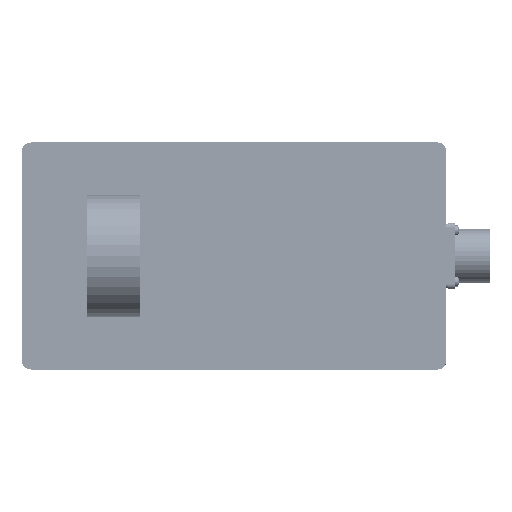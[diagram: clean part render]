
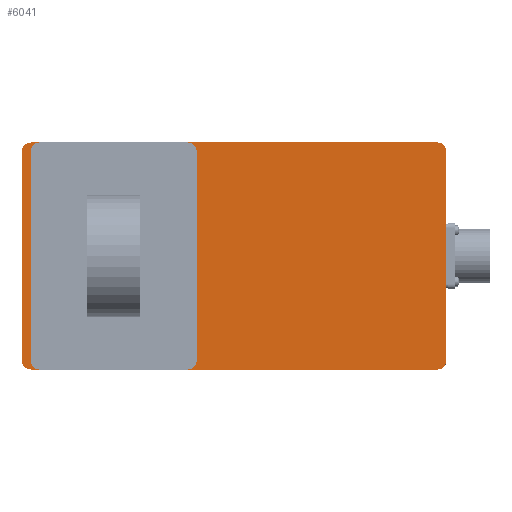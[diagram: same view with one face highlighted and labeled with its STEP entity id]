
A CAD part, front view. The second image highlights one B-rep face of the part: STEP entity #6041.
In plain terms, the highlighted face is planar.
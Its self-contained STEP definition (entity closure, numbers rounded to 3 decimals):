
#606 = CARTESIAN_POINT ( 'NONE',  ( -65.001, 185.5, -151. ) ) ;
#2384 = EDGE_CURVE ( 'NONE', #29147, #14532, #84559, .T. ) ;
#6041 = ADVANCED_FACE ( 'NONE', ( #113278 ), #18336, .T. ) ;
#14532 = VERTEX_POINT ( 'NONE', #73567 ) ;
#16844 = EDGE_CURVE ( 'NONE', #78837, #39083, #83210, .T. ) ;
#17386 = ORIENTED_EDGE ( 'NONE', *, *, #24696, .T. ) ;
#17945 = DIRECTION ( 'NONE',  ( 0., 0., -1. ) ) ;
#18336 = PLANE ( 'NONE',  #19549 ) ;
#19057 = CARTESIAN_POINT ( 'NONE',  ( 65.001, -47.5, -151. ) ) ;
#19549 = AXIS2_PLACEMENT_3D ( 'NONE', #59270, #81402, #60613 ) ;
#21436 = ORIENTED_EDGE ( 'NONE', *, *, #40662, .T. ) ;
#24696 = EDGE_CURVE ( 'NONE', #61391, #120992, #129000, .T. ) ;
#24966 = EDGE_LOOP ( 'NONE', ( #56635, #84753, #136249, #124847, #63433, #17386, #21436, #58416 ) ) ;
#27376 = VECTOR ( 'NONE', #34073, 1000. ) ;
#28453 = LINE ( 'NONE', #82435, #108389 ) ;
#29147 = VERTEX_POINT ( 'NONE', #46928 ) ;
#30542 = DIRECTION ( 'NONE',  ( -1., 0., 0. ) ) ;
#30571 = DIRECTION ( 'NONE',  ( 0., 1., 0. ) ) ;
#31907 = CARTESIAN_POINT ( 'NONE',  ( 65.001, 185.5, -151. ) ) ;
#32065 = EDGE_CURVE ( 'NONE', #118372, #29147, #116489, .T. ) ;
#34073 = DIRECTION ( 'NONE',  ( 1., 0., 0. ) ) ;
#38117 = CARTESIAN_POINT ( 'NONE',  ( 60., -52.501, -151. ) ) ;
#38815 = DIRECTION ( 'NONE',  ( 0., 0., -1. ) ) ;
#39083 = VERTEX_POINT ( 'NONE', #606 ) ;
#40662 = EDGE_CURVE ( 'NONE', #120992, #72186, #42345, .T. ) ;
#42345 = CIRCLE ( 'NONE', #88732, 5.001 ) ;
#45725 = EDGE_CURVE ( 'NONE', #72186, #118372, #28453, .T. ) ;
#46928 = CARTESIAN_POINT ( 'NONE',  ( 60., -52.501, -151. ) ) ;
#50257 = AXIS2_PLACEMENT_3D ( 'NONE', #81058, #38815, #60280 ) ;
#50572 = CARTESIAN_POINT ( 'NONE',  ( -65.001, -47.5, -151. ) ) ;
#56635 = ORIENTED_EDGE ( 'NONE', *, *, #32065, .T. ) ;
#58416 = ORIENTED_EDGE ( 'NONE', *, *, #45725, .T. ) ;
#59270 = CARTESIAN_POINT ( 'NONE',  ( 60., -47.5, -151. ) ) ;
#60280 = DIRECTION ( 'NONE',  ( -1., 0., 0. ) ) ;
#60613 = DIRECTION ( 'NONE',  ( -1., 0., 0. ) ) ;
#61391 = VERTEX_POINT ( 'NONE', #117644 ) ;
#62416 = DIRECTION ( 'NONE',  ( 0., 0., -1. ) ) ;
#63433 = ORIENTED_EDGE ( 'NONE', *, *, #134207, .T. ) ;
#65298 = VECTOR ( 'NONE', #120593, 1000. ) ;
#69644 = CARTESIAN_POINT ( 'NONE',  ( -65.001, -47.5, -151. ) ) ;
#69959 = DIRECTION ( 'NONE',  ( -1., 0., 0. ) ) ;
#72186 = VERTEX_POINT ( 'NONE', #31907 ) ;
#72232 = EDGE_CURVE ( 'NONE', #14532, #78837, #82256, .T. ) ;
#72832 = CARTESIAN_POINT ( 'NONE',  ( -60., -47.5, -151. ) ) ;
#73567 = CARTESIAN_POINT ( 'NONE',  ( -60., -52.501, -151. ) ) ;
#75677 = CARTESIAN_POINT ( 'NONE',  ( -60., 190.501, -151. ) ) ;
#78837 = VERTEX_POINT ( 'NONE', #50572 ) ;
#78922 = DIRECTION ( 'NONE',  ( -1., 0., 0. ) ) ;
#81058 = CARTESIAN_POINT ( 'NONE',  ( -60., 185.5, -151. ) ) ;
#81402 = DIRECTION ( 'NONE',  ( 0., 0., -1. ) ) ;
#81847 = VECTOR ( 'NONE', #30571, 1000. ) ;
#82256 = CIRCLE ( 'NONE', #122061, 5.001 ) ;
#82435 = CARTESIAN_POINT ( 'NONE',  ( 65.001, 185.5, -151. ) ) ;
#83210 = LINE ( 'NONE', #69644, #81847 ) ;
#84559 = LINE ( 'NONE', #38117, #65298 ) ;
#84753 = ORIENTED_EDGE ( 'NONE', *, *, #2384, .T. ) ;
#85615 = CIRCLE ( 'NONE', #50257, 5.001 ) ;
#88732 = AXIS2_PLACEMENT_3D ( 'NONE', #130882, #120517, #78922 ) ;
#92152 = DIRECTION ( 'NONE',  ( 0., -1., 0. ) ) ;
#108389 = VECTOR ( 'NONE', #92152, 1000. ) ;
#113278 = FACE_OUTER_BOUND ( 'NONE', #24966, .T. ) ;
#116489 = CIRCLE ( 'NONE', #127679, 5.001 ) ;
#117644 = CARTESIAN_POINT ( 'NONE',  ( -60., 190.501, -151. ) ) ;
#118372 = VERTEX_POINT ( 'NONE', #19057 ) ;
#120517 = DIRECTION ( 'NONE',  ( 0., 0., -1. ) ) ;
#120593 = DIRECTION ( 'NONE',  ( -1., 0., 0. ) ) ;
#120992 = VERTEX_POINT ( 'NONE', #121140 ) ;
#121140 = CARTESIAN_POINT ( 'NONE',  ( 60., 190.501, -151. ) ) ;
#121931 = CARTESIAN_POINT ( 'NONE',  ( 60., -47.5, -151. ) ) ;
#122061 = AXIS2_PLACEMENT_3D ( 'NONE', #72832, #62416, #30542 ) ;
#124847 = ORIENTED_EDGE ( 'NONE', *, *, #16844, .T. ) ;
#127679 = AXIS2_PLACEMENT_3D ( 'NONE', #121931, #17945, #69959 ) ;
#129000 = LINE ( 'NONE', #75677, #27376 ) ;
#130882 = CARTESIAN_POINT ( 'NONE',  ( 60., 185.5, -151. ) ) ;
#134207 = EDGE_CURVE ( 'NONE', #39083, #61391, #85615, .T. ) ;
#136249 = ORIENTED_EDGE ( 'NONE', *, *, #72232, .T. ) ;
